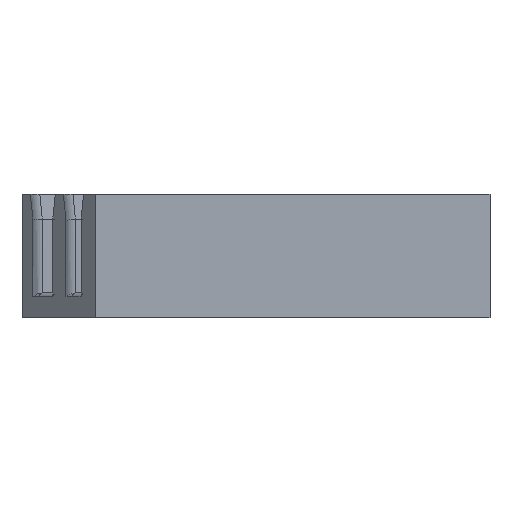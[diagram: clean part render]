
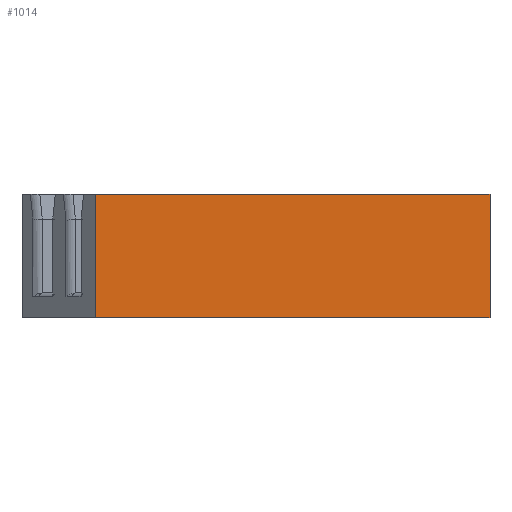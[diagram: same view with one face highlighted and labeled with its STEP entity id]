
A CAD part, left-side view. The second image highlights one B-rep face of the part: STEP entity #1014.
In plain terms, the highlighted planar face has unit normal (-1, 0, 0).
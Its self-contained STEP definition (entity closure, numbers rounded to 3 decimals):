
#432 = VERTEX_POINT('',#433);
#433 = CARTESIAN_POINT('',(0.,80.,0.));
#439 = EDGE_CURVE('',#432,#440,#442,.T.);
#440 = VERTEX_POINT('',#441);
#441 = CARTESIAN_POINT('',(0.,80.,25.));
#442 = LINE('',#443,#444);
#443 = CARTESIAN_POINT('',(0.,80.,0.));
#444 = VECTOR('',#445,1.);
#445 = DIRECTION('',(0.,0.,1.));
#987 = EDGE_CURVE('',#988,#432,#990,.T.);
#988 = VERTEX_POINT('',#989);
#989 = CARTESIAN_POINT('',(0.,0.,0.));
#990 = LINE('',#991,#992);
#991 = CARTESIAN_POINT('',(0.,0.,0.));
#992 = VECTOR('',#993,1.);
#993 = DIRECTION('',(0.,1.,0.));
#1014 = ADVANCED_FACE('',(#1015),#1033,.T.);
#1015 = FACE_BOUND('',#1016,.T.);
#1016 = EDGE_LOOP('',(#1017,#1025,#1031,#1032));
#1017 = ORIENTED_EDGE('',*,*,#1018,.T.);
#1018 = EDGE_CURVE('',#988,#1019,#1021,.T.);
#1019 = VERTEX_POINT('',#1020);
#1020 = CARTESIAN_POINT('',(0.,0.,25.));
#1021 = LINE('',#1022,#1023);
#1022 = CARTESIAN_POINT('',(0.,0.,0.));
#1023 = VECTOR('',#1024,1.);
#1024 = DIRECTION('',(0.,0.,1.));
#1025 = ORIENTED_EDGE('',*,*,#1026,.T.);
#1026 = EDGE_CURVE('',#1019,#440,#1027,.T.);
#1027 = LINE('',#1028,#1029);
#1028 = CARTESIAN_POINT('',(0.,0.,25.));
#1029 = VECTOR('',#1030,1.);
#1030 = DIRECTION('',(0.,1.,0.));
#1031 = ORIENTED_EDGE('',*,*,#439,.F.);
#1032 = ORIENTED_EDGE('',*,*,#987,.F.);
#1033 = PLANE('',#1034);
#1034 = AXIS2_PLACEMENT_3D('',#1035,#1036,#1037);
#1035 = CARTESIAN_POINT('',(0.,0.,0.));
#1036 = DIRECTION('',(-1.,0.,0.));
#1037 = DIRECTION('',(0.,1.,0.));
